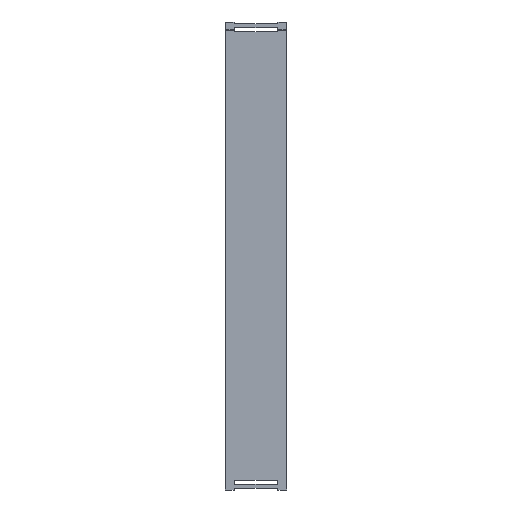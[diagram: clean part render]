
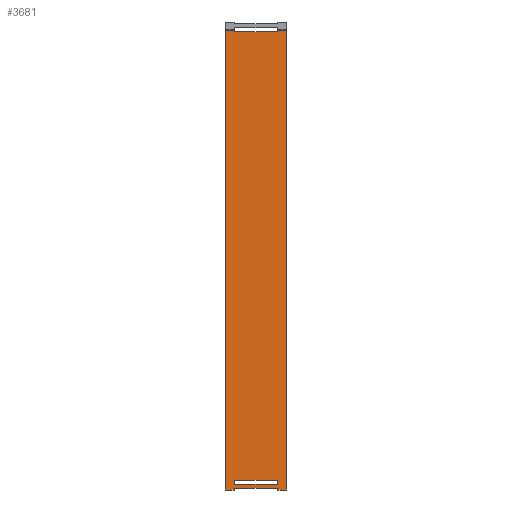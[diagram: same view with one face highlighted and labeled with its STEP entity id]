
A CAD part, front view. The second image highlights one B-rep face of the part: STEP entity #3681.
In plain terms, the highlighted planar face has unit normal (0, -1, 0).
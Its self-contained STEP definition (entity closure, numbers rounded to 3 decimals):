
#491=DIRECTION('',(0.,0.,-1.));
#492=VECTOR('',#491,2995.555);
#493=CARTESIAN_POINT('',(-98.,0.,2995.555));
#494=LINE('',#493,#492);
#495=CARTESIAN_POINT('',(238.,0.,40.125));
#496=DIRECTION('',(0.,1.,0.));
#497=DIRECTION('',(1.,0.,0.));
#498=AXIS2_PLACEMENT_3D('',#495,#496,#497);
#500=CARTESIAN_POINT('',(238.,0.,61.542));
#501=DIRECTION('',(0.,1.,0.));
#502=DIRECTION('',(0.,0.,1.));
#503=AXIS2_PLACEMENT_3D('',#500,#501,#502);
#505=CARTESIAN_POINT('',(-38.,0.,61.542));
#506=DIRECTION('',(0.,-1.,0.));
#507=DIRECTION('',(0.,0.,1.));
#508=AXIS2_PLACEMENT_3D('',#505,#506,#507);
#510=CARTESIAN_POINT('',(-38.,0.,40.125));
#511=DIRECTION('',(0.,-1.,0.));
#512=DIRECTION('',(-1.,0.,0.));
#513=AXIS2_PLACEMENT_3D('',#510,#511,#512);
#515=CARTESIAN_POINT('',(238.,0.,2988.458));
#516=DIRECTION('',(0.,1.,0.));
#517=DIRECTION('',(1.,0.,0.));
#518=AXIS2_PLACEMENT_3D('',#515,#516,#517);
#520=DIRECTION('',(0.707,0.,-0.707));
#521=VECTOR('',#520,4.243);
#522=CARTESIAN_POINT('',(240.,0.,3.));
#523=LINE('',#522,#521);
#524=CARTESIAN_POINT('',(238.,0.,10.708));
#525=DIRECTION('',(0.,1.,0.));
#526=DIRECTION('',(0.,0.,1.));
#527=AXIS2_PLACEMENT_3D('',#524,#525,#526);
#529=CARTESIAN_POINT('',(-38.,0.,10.708));
#530=DIRECTION('',(0.,-1.,0.));
#531=DIRECTION('',(0.,0.,1.));
#532=AXIS2_PLACEMENT_3D('',#529,#530,#531);
#534=DIRECTION('',(-0.707,0.,-0.707));
#535=VECTOR('',#534,4.243);
#536=CARTESIAN_POINT('',(-40.,0.,3.));
#537=LINE('',#536,#535);
#538=CARTESIAN_POINT('',(-38.,0.,2988.458));
#539=DIRECTION('',(0.,-1.,0.));
#540=DIRECTION('',(-1.,0.,0.));
#541=AXIS2_PLACEMENT_3D('',#538,#539,#540);
#547=DIRECTION('',(-1.,0.,0.));
#548=VECTOR('',#547,276.);
#549=CARTESIAN_POINT('',(238.,0.,38.125));
#550=LINE('',#549,#548);
#631=DIRECTION('',(1.,0.,0.));
#632=VECTOR('',#631,276.);
#633=CARTESIAN_POINT('',(-38.,0.,12.708));
#634=LINE('',#633,#632);
#647=DIRECTION('',(0.,0.,1.));
#648=VECTOR('',#647,7.708);
#649=CARTESIAN_POINT('',(240.,0.,3.));
#650=LINE('',#649,#648);
#703=DIRECTION('',(-1.,0.,0.));
#704=VECTOR('',#703,55.);
#705=CARTESIAN_POINT('',(298.,0.,0.));
#706=LINE('',#705,#704);
#707=DIRECTION('',(0.,0.,-1.));
#708=VECTOR('',#707,2995.555);
#709=CARTESIAN_POINT('',(298.,0.,2995.555));
#710=LINE('',#709,#708);
#735=DIRECTION('',(1.,0.,0.));
#736=VECTOR('',#735,58.);
#737=CARTESIAN_POINT('',(240.,0.,2995.555));
#738=LINE('',#737,#736);
#772=DIRECTION('',(0.,0.,1.));
#773=VECTOR('',#772,7.097);
#774=CARTESIAN_POINT('',(240.,0.,2988.458));
#775=LINE('',#774,#773);
#1394=DIRECTION('',(0.,0.,1.));
#1395=VECTOR('',#1394,7.097);
#1396=CARTESIAN_POINT('',(-40.,0.,2988.458));
#1397=LINE('',#1396,#1395);
#1826=DIRECTION('',(-1.,0.,0.));
#1827=VECTOR('',#1826,58.);
#1828=CARTESIAN_POINT('',(-40.,0.,2995.555));
#1829=LINE('',#1828,#1827);
#1930=DIRECTION('',(-1.,0.,0.));
#1931=VECTOR('',#1930,276.);
#1932=CARTESIAN_POINT('',(238.,0.,2986.458));
#1933=LINE('',#1932,#1931);
#2255=DIRECTION('',(0.,0.,1.));
#2256=VECTOR('',#2255,7.708);
#2257=CARTESIAN_POINT('',(-40.,0.,3.));
#2258=LINE('',#2257,#2256);
#2275=DIRECTION('',(1.,0.,0.));
#2276=VECTOR('',#2275,55.);
#2277=CARTESIAN_POINT('',(-98.,0.,0.));
#2278=LINE('',#2277,#2276);
#2279=DIRECTION('',(1.,0.,0.));
#2280=VECTOR('',#2279,276.);
#2281=CARTESIAN_POINT('',(-38.,0.,63.542));
#2282=LINE('',#2281,#2280);
#2295=DIRECTION('',(0.,0.,1.));
#2296=VECTOR('',#2295,21.417);
#2297=CARTESIAN_POINT('',(240.,0.,40.125));
#2298=LINE('',#2297,#2296);
#2315=DIRECTION('',(0.,0.,1.));
#2316=VECTOR('',#2315,21.417);
#2317=CARTESIAN_POINT('',(-40.,0.,40.125));
#2318=LINE('',#2317,#2316);
#2471=CARTESIAN_POINT('',(-40.,0.,2995.555));
#2472=CARTESIAN_POINT('',(-98.,0.,
2995.555));
#2473=VERTEX_POINT('',#2471);
#2474=VERTEX_POINT('',#2472);
#2475=CARTESIAN_POINT('',(-40.,0.,2988.458));
#2476=VERTEX_POINT('',#2475);
#2477=CARTESIAN_POINT('',(-38.,0.,2986.458));
#2478=VERTEX_POINT('',#2477);
#2576=CARTESIAN_POINT('',(-98.,0.,0.));
#2577=VERTEX_POINT('',#2576);
#2578=CARTESIAN_POINT('',(-38.,0.,12.708));
#2579=CARTESIAN_POINT('',(-40.,0.,10.708));
#2580=VERTEX_POINT('',#2578);
#2581=VERTEX_POINT('',#2579);
#2582=CARTESIAN_POINT('',(-40.,0.,3.));
#2583=VERTEX_POINT('',#2582);
#2584=CARTESIAN_POINT('',(-43.,0.,0.));
#2585=VERTEX_POINT('',#2584);
#2586=CARTESIAN_POINT('',(-38.,0.,63.542));
#2587=CARTESIAN_POINT('',(-40.,0.,61.542));
#2588=VERTEX_POINT('',#2586);
#2589=VERTEX_POINT('',#2587);
#2590=CARTESIAN_POINT('',(-40.,0.,40.125));
#2591=VERTEX_POINT('',#2590);
#2592=CARTESIAN_POINT('',(-38.,0.,38.125));
#2593=VERTEX_POINT('',#2592);
#2748=CARTESIAN_POINT('',(240.,0.,2995.555));
#2749=CARTESIAN_POINT('',(298.,0.,2995.555));
#2750=VERTEX_POINT('',#2748);
#2751=VERTEX_POINT('',#2749);
#2752=CARTESIAN_POINT('',(240.,0.,2988.458));
#2753=VERTEX_POINT('',#2752);
#2754=CARTESIAN_POINT('',(238.,0.,2986.458));
#2755=VERTEX_POINT('',#2754);
#2853=CARTESIAN_POINT('',(298.,0.,0.));
#2854=VERTEX_POINT('',#2853);
#2855=CARTESIAN_POINT('',(238.,0.,12.708));
#2856=CARTESIAN_POINT('',(240.,0.,10.708));
#2857=VERTEX_POINT('',#2855);
#2858=VERTEX_POINT('',#2856);
#2859=CARTESIAN_POINT('',(240.,0.,3.));
#2860=VERTEX_POINT('',#2859);
#2861=CARTESIAN_POINT('',(243.,0.,0.));
#2862=VERTEX_POINT('',#2861);
#2863=CARTESIAN_POINT('',(238.,0.,63.542));
#2864=CARTESIAN_POINT('',(240.,0.,61.542));
#2865=VERTEX_POINT('',#2863);
#2866=VERTEX_POINT('',#2864);
#2867=CARTESIAN_POINT('',(240.,0.,40.125));
#2868=VERTEX_POINT('',#2867);
#2869=CARTESIAN_POINT('',(238.,0.,38.125));
#2870=VERTEX_POINT('',#2869);
#3621=CARTESIAN_POINT('',(0.,0.,3050.));
#3622=DIRECTION('',(0.,1.,0.));
#3623=DIRECTION('',(-1.,0.,0.));
#3624=AXIS2_PLACEMENT_3D('',#3621,#3622,#3623);
#3625=PLANE('',#3624);
#3627=ORIENTED_EDGE('',*,*,#3626,.F.);
#3629=ORIENTED_EDGE('',*,*,#3628,.F.);
#3631=ORIENTED_EDGE('',*,*,#3630,.T.);
#3633=ORIENTED_EDGE('',*,*,#3632,.T.);
#3635=ORIENTED_EDGE('',*,*,#3634,.T.);
#3637=ORIENTED_EDGE('',*,*,#3636,.T.);
#3639=ORIENTED_EDGE('',*,*,#3638,.F.);
#3641=ORIENTED_EDGE('',*,*,#3640,.T.);
#3643=ORIENTED_EDGE('',*,*,#3642,.F.);
#3645=ORIENTED_EDGE('',*,*,#3644,.F.);
#3647=ORIENTED_EDGE('',*,*,#3646,.T.);
#3649=ORIENTED_EDGE('',*,*,#3648,.F.);
#3651=ORIENTED_EDGE('',*,*,#3650,.T.);
#3653=ORIENTED_EDGE('',*,*,#3652,.F.);
#3654=ORIENTED_EDGE('',*,*,#3612,.F.);
#3656=ORIENTED_EDGE('',*,*,#3655,.F.);
#3658=ORIENTED_EDGE('',*,*,#3657,.F.);
#3660=ORIENTED_EDGE('',*,*,#3659,.T.);
#3661=EDGE_LOOP('',(#3627,#3629,#3631,#3633,#3635,#3637,#3639,#3641,#3643,#3645,
#3647,#3649,#3651,#3653,#3654,#3656,#3658,#3660));
#3662=FACE_OUTER_BOUND('',#3661,.F.);
#3664=ORIENTED_EDGE('',*,*,#3663,.F.);
#3666=ORIENTED_EDGE('',*,*,#3665,.F.);
#3668=ORIENTED_EDGE('',*,*,#3667,.T.);
#3670=ORIENTED_EDGE('',*,*,#3669,.F.);
#3672=ORIENTED_EDGE('',*,*,#3671,.F.);
#3674=ORIENTED_EDGE('',*,*,#3673,.T.);
#3676=ORIENTED_EDGE('',*,*,#3675,.F.);
#3678=ORIENTED_EDGE('',*,*,#3677,.T.);
#3679=EDGE_LOOP('',(#3664,#3666,#3668,#3670,#3672,#3674,#3676,#3678));
#3680=FACE_BOUND('',#3679,.F.);
#3681=ADVANCED_FACE('',(#3662,#3680),#3625,.F.);
#499=CIRCLE('',#498,2.);
#504=CIRCLE('',#503,2.);
#509=CIRCLE('',#508,2.);
#514=CIRCLE('',#513,2.);
#519=CIRCLE('',#518,2.);
#528=CIRCLE('',#527,2.);
#533=CIRCLE('',#532,2.);
#542=CIRCLE('',#541,2.);
#3612=EDGE_CURVE('',#2474,#2577,#494,.T.);
#3626=EDGE_CURVE('',#2755,#2478,#1933,.T.);
#3628=EDGE_CURVE('',#2753,#2755,#519,.T.);
#3630=EDGE_CURVE('',#2753,#2750,#775,.T.);
#3632=EDGE_CURVE('',#2750,#2751,#738,.T.);
#3634=EDGE_CURVE('',#2751,#2854,#710,.T.);
#3636=EDGE_CURVE('',#2854,#2862,#706,.T.);
#3638=EDGE_CURVE('',#2860,#2862,#523,.T.);
#3640=EDGE_CURVE('',#2860,#2858,#650,.T.);
#3642=EDGE_CURVE('',#2857,#2858,#528,.T.);
#3644=EDGE_CURVE('',#2580,#2857,#634,.T.);
#3646=EDGE_CURVE('',#2580,#2581,#533,.T.);
#3648=EDGE_CURVE('',#2583,#2581,#2258,.T.);
#3650=EDGE_CURVE('',#2583,#2585,#537,.T.);
#3652=EDGE_CURVE('',#2577,#2585,#2278,.T.);
#3655=EDGE_CURVE('',#2473,#2474,#1829,.T.);
#3657=EDGE_CURVE('',#2476,#2473,#1397,.T.);
#3659=EDGE_CURVE('',#2476,#2478,#542,.T.);
#3663=EDGE_CURVE('',#2870,#2593,#550,.T.);
#3665=EDGE_CURVE('',#2868,#2870,#499,.T.);
#3667=EDGE_CURVE('',#2868,#2866,#2298,.T.);
#3669=EDGE_CURVE('',#2865,#2866,#504,.T.);
#3671=EDGE_CURVE('',#2588,#2865,#2282,.T.);
#3673=EDGE_CURVE('',#2588,#2589,#509,.T.);
#3675=EDGE_CURVE('',#2591,#2589,#2318,.T.);
#3677=EDGE_CURVE('',#2591,#2593,#514,.T.);
